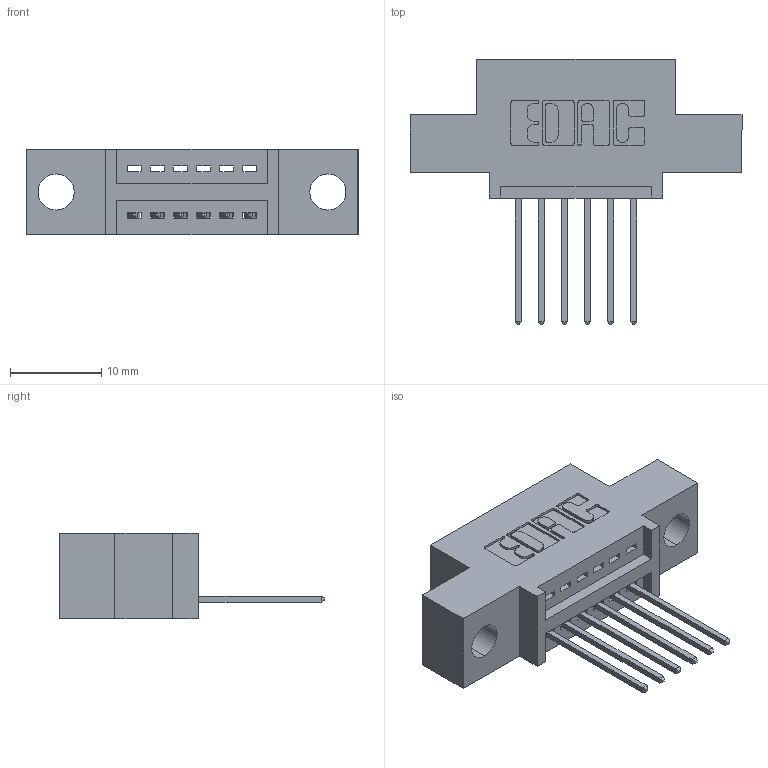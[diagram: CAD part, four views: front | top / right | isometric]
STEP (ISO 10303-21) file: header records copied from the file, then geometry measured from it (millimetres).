
FILE_DESCRIPTION (( 'STEP AP203' ), '1' );
FILE_NAME ('345-006-540-404.STEP', '2018-08-16T23:48:29', ( '' ), ( '' ), 'SwSTEP 2.0', 'SolidWorks 2016', '' );
FILE_SCHEMA (( 'CONFIG_CONTROL_DESIGN' ));
Length unit declared in the file: inch
Products named in the file (3): 345 Part_0.110 Offset - 0.156 Dia-TH; 345-292-001_345-293-140; 345-006-540-404
Assembly tree (7 placements, depth 2):
  345-006-540-404
    345 Part_0.110 Offset - 0.156 Dia-TH
    345-292-001_345-293-140  x6
Bounding box: 36.45 x 29.13 x 9.4 mm (x, y, z)
Volume: 3014 mm3; surface area: 3465.1 mm2
Topology: 7 solids, 7 shells, 478 faces, 1409 edges, 930 vertices
Faces by surface type: plane 324, cylinder 154
Entity records: 9515 total; most frequent: CARTESIAN_POINT 1658, ORIENTED_EDGE 1598, DIRECTION 1499, EDGE_CURVE 799, LINE 643, VECTOR 643, VERTEX_POINT 530, AXIS2_PLACEMENT_3D 428
